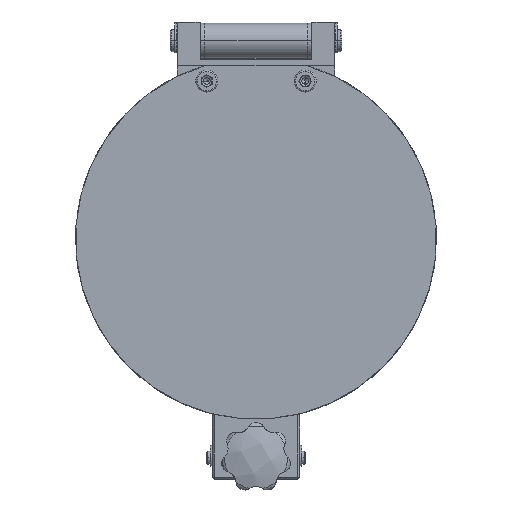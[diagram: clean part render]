
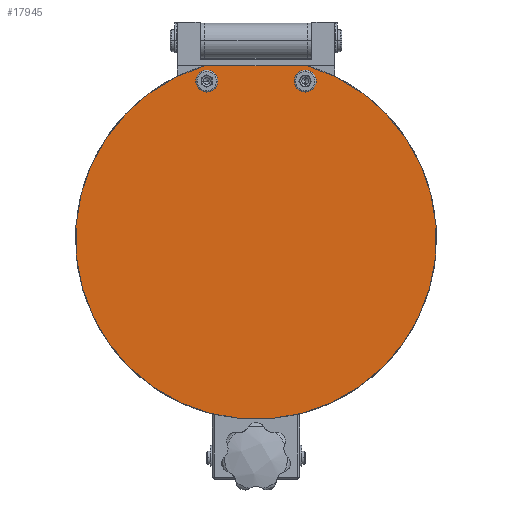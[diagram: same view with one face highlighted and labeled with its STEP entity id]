
A CAD part, top view. The second image highlights one B-rep face of the part: STEP entity #17945.
In plain terms, the highlighted planar face has unit normal (0, 0, 1).
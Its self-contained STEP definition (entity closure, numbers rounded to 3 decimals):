
#1080 = CARTESIAN_POINT ( 'NONE',  ( -23.5, 79.082, 26. ) ) ;
#2529 = ORIENTED_EDGE ( 'NONE', *, *, #7428, .T. ) ;
#3378 = AXIS2_PLACEMENT_3D ( 'NONE', #17954, #17928, #18035 ) ;
#3777 = FACE_OUTER_BOUND ( 'NONE', #26389, .T. ) ;
#4365 = ORIENTED_EDGE ( 'NONE', *, *, #13900, .T. ) ;
#4950 = ORIENTED_EDGE ( 'NONE', *, *, #13224, .F. ) ;
#5510 = AXIS2_PLACEMENT_3D ( 'NONE', #21517, #21581, #21591 ) ;
#5729 = VERTEX_POINT ( 'NONE', #19359 ) ;
#6685 = AXIS2_PLACEMENT_3D ( 'NONE', #18689, #18606, #17098 ) ;
#6723 = VERTEX_POINT ( 'NONE', #1080 ) ;
#6986 = EDGE_CURVE ( 'NONE', #13281, #21171, #14468, .T. ) ;
#7425 = AXIS2_PLACEMENT_3D ( 'NONE', #26985, #26981, #26950 ) ;
#7428 = EDGE_CURVE ( 'NONE', #6723, #23518, #19972, .T. ) ;
#7662 = CARTESIAN_POINT ( 'NONE',  ( 22.5, 68.582, 26. ) ) ;
#9440 = ORIENTED_EDGE ( 'NONE', *, *, #6986, .F. ) ;
#9496 = ORIENTED_EDGE ( 'NONE', *, *, #15023, .F. ) ;
#10289 = CARTESIAN_POINT ( 'NONE',  ( -23.5, 79.082, 26. ) ) ;
#10322 = DIRECTION ( 'NONE',  ( -1., 0., 0. ) ) ;
#10870 = EDGE_LOOP ( 'NONE', ( #9440, #9496 ) ) ;
#12469 = CARTESIAN_POINT ( 'NONE',  ( -22.5, 75.582, 26. ) ) ;
#12860 = AXIS2_PLACEMENT_3D ( 'NONE', #20490, #20466, #20462 ) ;
#13224 = EDGE_CURVE ( 'NONE', #13706, #5729, #17569, .T. ) ;
#13281 = VERTEX_POINT ( 'NONE', #19072 ) ;
#13706 = VERTEX_POINT ( 'NONE', #12469 ) ;
#13900 = EDGE_CURVE ( 'NONE', #23518, #6723, #18898, .T. ) ;
#14468 = CIRCLE ( 'NONE', #5510, 3.5 ) ;
#14938 = FACE_BOUND ( 'NONE', #19447, .T. ) ;
#15023 = EDGE_CURVE ( 'NONE', #21171, #13281, #21741, .T. ) ;
#15446 = EDGE_CURVE ( 'NONE', #5729, #13706, #25232, .T. ) ;
#16801 = CARTESIAN_POINT ( 'NONE',  ( 23.5, 79.082, 26. ) ) ;
#17059 = AXIS2_PLACEMENT_3D ( 'NONE', #19038, #19016, #19007 ) ;
#17098 = DIRECTION ( 'NONE',  ( 0., 1., 0. ) ) ;
#17569 = CIRCLE ( 'NONE', #17059, 3.5 ) ;
#17928 = DIRECTION ( 'NONE',  ( 0., 0., 1. ) ) ;
#17945 = ADVANCED_FACE ( 'NONE', ( #14938, #26049, #3777 ), #24662, .T. ) ;
#17954 = CARTESIAN_POINT ( 'NONE',  ( 0., 0., 26. ) ) ;
#18035 = DIRECTION ( 'NONE',  ( 0., 1., 0. ) ) ;
#18606 = DIRECTION ( 'NONE',  ( 0., 0., 1. ) ) ;
#18689 = CARTESIAN_POINT ( 'NONE',  ( 0., 0., 26. ) ) ;
#18898 = LINE ( 'NONE', #10289, #20513 ) ;
#19007 = DIRECTION ( 'NONE',  ( 0., 1., 0. ) ) ;
#19016 = DIRECTION ( 'NONE',  ( 0., 0., 1. ) ) ;
#19038 = CARTESIAN_POINT ( 'NONE',  ( -22.5, 72.082, 26. ) ) ;
#19072 = CARTESIAN_POINT ( 'NONE',  ( 22.5, 75.582, 26. ) ) ;
#19359 = CARTESIAN_POINT ( 'NONE',  ( -22.5, 68.582, 26. ) ) ;
#19447 = EDGE_LOOP ( 'NONE', ( #4950, #25959 ) ) ;
#19972 = CIRCLE ( 'NONE', #3378, 82.5 ) ;
#20462 = DIRECTION ( 'NONE',  ( 0., 1., 0. ) ) ;
#20466 = DIRECTION ( 'NONE',  ( 0., 0., 1. ) ) ;
#20490 = CARTESIAN_POINT ( 'NONE',  ( -22.5, 72.082, 26. ) ) ;
#20513 = VECTOR ( 'NONE', #10322, 1000. ) ;
#21171 = VERTEX_POINT ( 'NONE', #7662 ) ;
#21517 = CARTESIAN_POINT ( 'NONE',  ( 22.5, 72.082, 26. ) ) ;
#21581 = DIRECTION ( 'NONE',  ( 0., 0., 1. ) ) ;
#21591 = DIRECTION ( 'NONE',  ( 0., 1., 0. ) ) ;
#21741 = CIRCLE ( 'NONE', #7425, 3.5 ) ;
#23518 = VERTEX_POINT ( 'NONE', #16801 ) ;
#24662 = PLANE ( 'NONE',  #6685 ) ;
#25232 = CIRCLE ( 'NONE', #12860, 3.5 ) ;
#25959 = ORIENTED_EDGE ( 'NONE', *, *, #15446, .F. ) ;
#26049 = FACE_BOUND ( 'NONE', #10870, .T. ) ;
#26389 = EDGE_LOOP ( 'NONE', ( #2529, #4365 ) ) ;
#26950 = DIRECTION ( 'NONE',  ( 0., 1., 0. ) ) ;
#26981 = DIRECTION ( 'NONE',  ( 0., 0., 1. ) ) ;
#26985 = CARTESIAN_POINT ( 'NONE',  ( 22.5, 72.082, 26. ) ) ;
